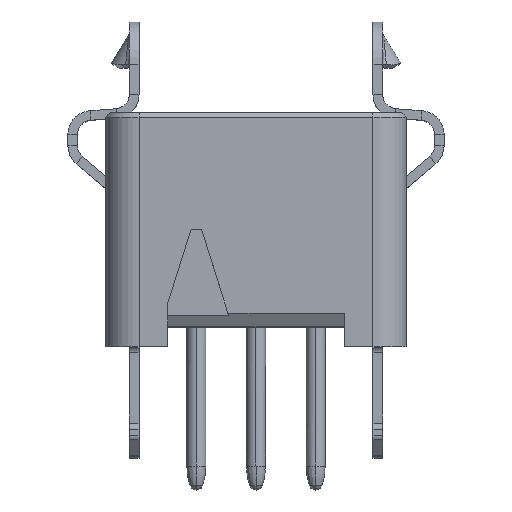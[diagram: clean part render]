
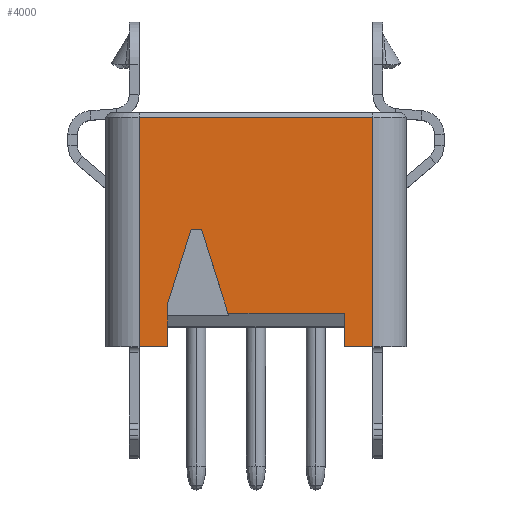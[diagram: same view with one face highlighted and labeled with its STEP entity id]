
A CAD part, top view. The second image highlights one B-rep face of the part: STEP entity #4000.
In plain terms, the highlighted planar face has unit normal (0, 0, 1).
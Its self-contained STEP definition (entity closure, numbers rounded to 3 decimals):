
#790=DIRECTION('',(0.,-1.,0.));
#791=VECTOR('',#790,0.7);
#792=CARTESIAN_POINT('',(1.85,-1.2,2.45));
#793=LINE('',#792,#791);
#890=DIRECTION('',(-1.,0.,0.));
#891=VECTOR('',#890,0.6);
#892=CARTESIAN_POINT('',(-1.85,-1.9,2.45));
#893=LINE('',#892,#891);
#918=DIRECTION('',(-1.,0.,0.));
#919=VECTOR('',#918,0.6);
#920=CARTESIAN_POINT('',(2.45,-1.9,2.45));
#921=LINE('',#920,#919);
#1174=DIRECTION('',(0.,1.,0.));
#1175=VECTOR('',#1174,0.897);
#1176=CARTESIAN_POINT('',(-1.85,-1.9,2.45));
#1177=LINE('',#1176,#1175);
#1210=DIRECTION('',(-0.301,0.954,0.));
#1211=VECTOR('',#1210,1.835);
#1212=CARTESIAN_POINT('',(-0.588,-1.2,2.45));
#1213=LINE('',#1212,#1211);
#1217=DIRECTION('',(-1.,0.,0.));
#1218=VECTOR('',#1217,0.221);
#1219=CARTESIAN_POINT('',(-1.14,0.55,2.45));
#1220=LINE('',#1219,#1218);
#1224=DIRECTION('',(-0.301,-0.954,0.));
#1225=VECTOR('',#1224,1.628);
#1226=CARTESIAN_POINT('',(-1.36,0.55,2.45));
#1227=LINE('',#1226,#1225);
#1231=DIRECTION('',(0.,-1.,0.));
#1232=VECTOR('',#1231,4.8);
#1233=CARTESIAN_POINT('',(-2.45,2.9,2.45));
#1234=LINE('',#1233,#1232);
#1238=DIRECTION('',(1.,0.,0.));
#1239=VECTOR('',#1238,4.9);
#1240=CARTESIAN_POINT('',(-2.45,2.9,2.45));
#1241=LINE('',#1240,#1239);
#1245=DIRECTION('',(0.,-1.,0.));
#1246=VECTOR('',#1245,4.8);
#1247=CARTESIAN_POINT('',(2.45,2.9,2.45));
#1248=LINE('',#1247,#1246);
#1252=DIRECTION('',(1.,0.,0.));
#1253=VECTOR('',#1252,2.438);
#1254=CARTESIAN_POINT('',(-0.588,-1.2,2.45));
#1255=LINE('',#1254,#1253);
#2940=CARTESIAN_POINT('',(-2.45,2.9,2.45));
#2941=CARTESIAN_POINT('',(2.45,2.9,2.45));
#2942=VERTEX_POINT('',#2940);
#2943=VERTEX_POINT('',#2941);
#3010=CARTESIAN_POINT('',(-2.45,-1.9,2.45));
#3012=VERTEX_POINT('',#3010);
#3015=CARTESIAN_POINT('',(2.45,-1.9,2.45));
#3017=VERTEX_POINT('',#3015);
#3018=CARTESIAN_POINT('',(-1.85,-1.9,2.45));
#3019=VERTEX_POINT('',#3018);
#3020=CARTESIAN_POINT('',(1.85,-1.9,2.45));
#3021=VERTEX_POINT('',#3020);
#3122=CARTESIAN_POINT('',(-0.588,-1.2,2.45));
#3123=CARTESIAN_POINT('',(-1.14,0.55,2.45));
#3124=VERTEX_POINT('',#3122);
#3125=VERTEX_POINT('',#3123);
#3126=CARTESIAN_POINT('',(-1.36,0.55,2.45));
#3127=CARTESIAN_POINT('',(-1.85,-1.003,2.45));
#3128=VERTEX_POINT('',#3126);
#3129=VERTEX_POINT('',#3127);
#3184=CARTESIAN_POINT('',(1.85,-1.2,2.45));
#3186=VERTEX_POINT('',#3184);
#3975=CARTESIAN_POINT('',(-3.15,0.,2.45));
#3976=DIRECTION('',(0.,0.,1.));
#3977=DIRECTION('',(1.,0.,0.));
#3978=AXIS2_PLACEMENT_3D('',#3975,#3976,#3977);
#3979=PLANE('',#3978);
#3981=ORIENTED_EDGE('',*,*,#3980,.T.);
#3983=ORIENTED_EDGE('',*,*,#3982,.T.);
#3985=ORIENTED_EDGE('',*,*,#3984,.T.);
#3986=ORIENTED_EDGE('',*,*,#3945,.F.);
#3987=ORIENTED_EDGE('',*,*,#3793,.T.);
#3989=ORIENTED_EDGE('',*,*,#3988,.F.);
#3991=ORIENTED_EDGE('',*,*,#3990,.T.);
#3993=ORIENTED_EDGE('',*,*,#3992,.T.);
#3994=ORIENTED_EDGE('',*,*,#3807,.T.);
#3995=ORIENTED_EDGE('',*,*,#3728,.F.);
#3997=ORIENTED_EDGE('',*,*,#3996,.F.);
#3998=EDGE_LOOP('',(#3981,#3983,#3985,#3986,#3987,#3989,#3991,#3993,#3994,#3995,
#3997));
#3999=FACE_OUTER_BOUND('',#3998,.F.);
#4000=ADVANCED_FACE('',(#3999),#3979,.T.);
#3728=EDGE_CURVE('',#3186,#3021,#793,.T.);
#3793=EDGE_CURVE('',#3019,#3012,#893,.T.);
#3807=EDGE_CURVE('',#3017,#3021,#921,.T.);
#3945=EDGE_CURVE('',#3019,#3129,#1177,.T.);
#3980=EDGE_CURVE('',#3124,#3125,#1213,.T.);
#3982=EDGE_CURVE('',#3125,#3128,#1220,.T.);
#3984=EDGE_CURVE('',#3128,#3129,#1227,.T.);
#3988=EDGE_CURVE('',#2942,#3012,#1234,.T.);
#3990=EDGE_CURVE('',#2942,#2943,#1241,.T.);
#3992=EDGE_CURVE('',#2943,#3017,#1248,.T.);
#3996=EDGE_CURVE('',#3124,#3186,#1255,.T.);
